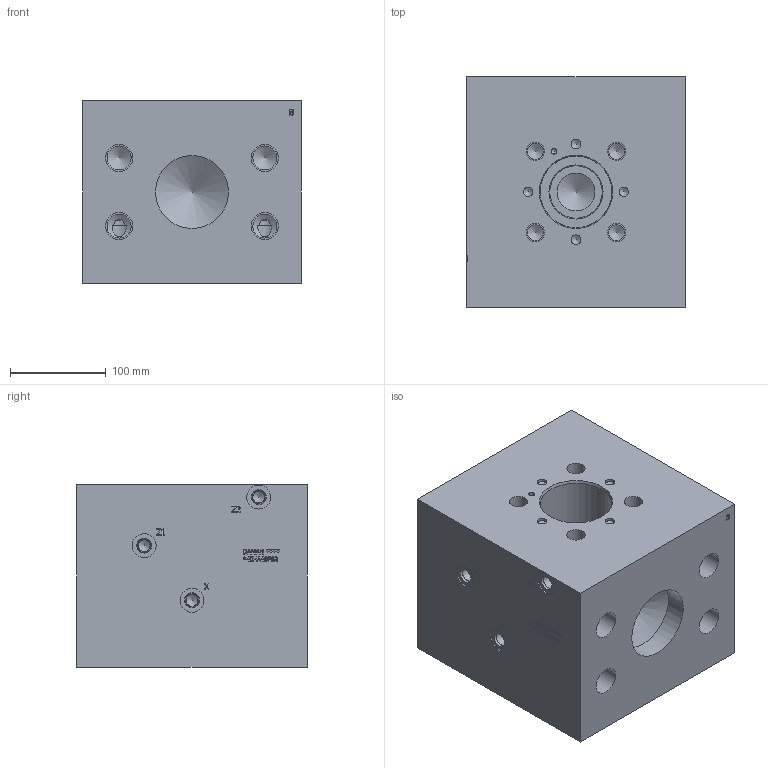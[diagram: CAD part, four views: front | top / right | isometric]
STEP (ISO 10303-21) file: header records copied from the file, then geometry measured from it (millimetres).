
FILE_DESCRIPTION(/* description */ (''),/* implementation_level */ '2;1');
FILE_NAME(/* name */ '_40XA48F62.stp',/* time_stamp */ '2021-10-18T15:29:22-04:00',/* author */ ('trevorh'),/* organization */ (''),/* preprocessor_version */ 'ST-DEVELOPER v18',/* originating_system */ 'Autodesk Inventor 2020',/* authorisation */ '');
FILE_SCHEMA (('CONFIG_CONTROL_DESIGN'));
Length unit declared in the file: millimetre
Products named in the file (1): Part_D40XA48F62_3D
Bounding box: 228.6 x 241.3 x 190.5 mm (x, y, z)
Volume: 9271723.9 mm3; surface area: 411290.1 mm2
Topology: 1 solids, 1 shells, 575 faces, 1586 edges, 1078 vertices
Faces by surface type: plane 364, bspline 95, cylinder 70, cone 46
Full cylindrical faces by diameter (mm): 5.994 x1, 10.008 x4, 12.294 x4, 12.9 x1, 12.903 x3, 14.275 x4, 14.529 x4, 16.662 x12, 19.05 x12, 24.994 x6, 25.019 x4, 28.575 x8, 39.675 x1, 54.991 x1, 75.006 x1, 76.2 x2
Entity records: 19230 total; most frequent: CARTESIAN_POINT 4565, ORIENTED_EDGE 3112, DIRECTION 2578, EDGE_CURVE 1556, LINE 1088, VECTOR 1088, VERTEX_POINT 1078, AXIS2_PLACEMENT_3D 745
